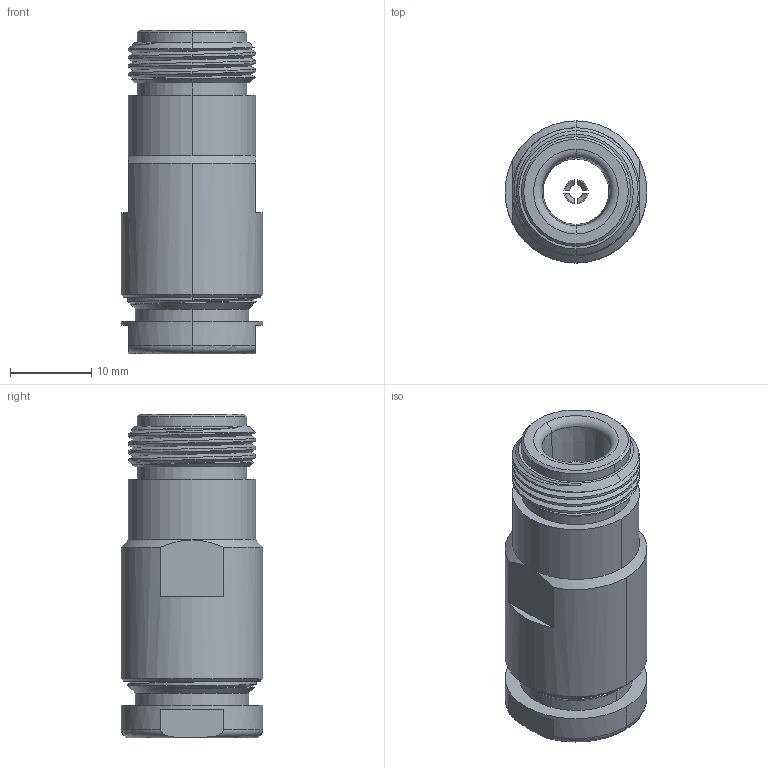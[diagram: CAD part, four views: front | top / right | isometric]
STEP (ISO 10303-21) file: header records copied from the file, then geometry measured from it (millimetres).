
FILE_DESCRIPTION (( 'STEP AP214' ), '1' );
FILE_NAME ('25-050-B3-AN.STEP', '2025-02-27T09:41:07', ( '' ), ( '' ), 'SwSTEP 2.0', 'SolidWorks 2024', '' );
FILE_SCHEMA (( 'AUTOMOTIVE_DESIGN' ));
Length unit declared in the file: millimetre
Products named in the file (1): 25-050-B3-AN
Bounding box: 17.5 x 17.5 x 39.9 mm (x, y, z)
Surface area: 3549.2 mm2 (no closed solid volume)
Topology: 0 solids, 6 shells, 83 faces, 217 edges, 145 vertices
Faces by surface type: cylinder 31, cone 25, plane 19, torus 4, bspline 4
Entity records: 4150 total; most frequent: CARTESIAN_POINT 2221, ORIENTED_EDGE 395, DIRECTION 394, EDGE_CURVE 217, AXIS2_PLACEMENT_3D 163, VERTEX_POINT 145, EDGE_LOOP 90, ADVANCED_FACE 83
